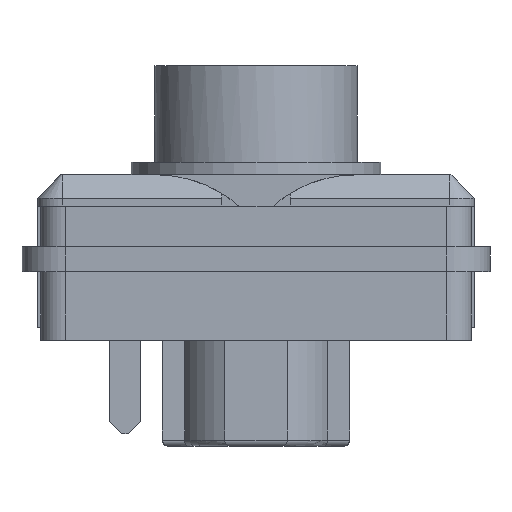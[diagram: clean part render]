
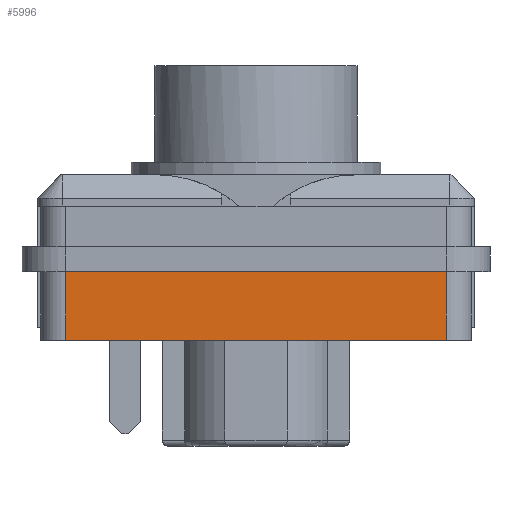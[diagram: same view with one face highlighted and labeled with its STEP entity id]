
A CAD part, front view. The second image highlights one B-rep face of the part: STEP entity #5996.
In plain terms, the highlighted planar face has unit normal (0, -1, 0).
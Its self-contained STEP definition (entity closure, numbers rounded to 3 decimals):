
#2011 = PLANE('',#2012);
#2012 = AXIS2_PLACEMENT_3D('',#2013,#2014,#2015);
#2013 = CARTESIAN_POINT('',(0.,0.,-4.8));
#2014 = DIRECTION('',(0.,0.,1.));
#2015 = DIRECTION('',(1.,0.,0.));
#2790 = VERTEX_POINT('',#2791);
#2791 = CARTESIAN_POINT('',(6.1,-6.9,-4.8));
#2806 = CYLINDRICAL_SURFACE('',#2807,0.8);
#2807 = AXIS2_PLACEMENT_3D('',#2808,#2809,#2810);
#2808 = CARTESIAN_POINT('',(6.1,-6.1,-0.5));
#2809 = DIRECTION('',(0.,0.,1.));
#2810 = DIRECTION('',(1.,0.,0.));
#2818 = EDGE_CURVE('',#2790,#2819,#2821,.T.);
#2819 = VERTEX_POINT('',#2820);
#2820 = CARTESIAN_POINT('',(-6.1,-6.9,-4.8));
#2821 = SURFACE_CURVE('',#2822,(#2826,#2833),.PCURVE_S1.);
#2822 = LINE('',#2823,#2824);
#2823 = CARTESIAN_POINT('',(6.1,-6.9,-4.8));
#2824 = VECTOR('',#2825,1.);
#2825 = DIRECTION('',(-1.,0.,0.));
#2826 = PCURVE('',#2011,#2827);
#2827 = DEFINITIONAL_REPRESENTATION('',(#2828),#2832);
#2828 = LINE('',#2829,#2830);
#2829 = CARTESIAN_POINT('',(6.1,-6.9));
#2830 = VECTOR('',#2831,1.);
#2831 = DIRECTION('',(-1.,0.));
#2832 = ( GEOMETRIC_REPRESENTATION_CONTEXT(2) 
PARAMETRIC_REPRESENTATION_CONTEXT() REPRESENTATION_CONTEXT('2D SPACE',''
  ) );
#2833 = PCURVE('',#2834,#2839);
#2834 = PLANE('',#2835);
#2835 = AXIS2_PLACEMENT_3D('',#2836,#2837,#2838);
#2836 = CARTESIAN_POINT('',(6.1,-6.9,-0.5));
#2837 = DIRECTION('',(0.,1.,0.));
#2838 = DIRECTION('',(-1.,0.,0.));
#2839 = DEFINITIONAL_REPRESENTATION('',(#2840),#2844);
#2840 = LINE('',#2841,#2842);
#2841 = CARTESIAN_POINT('',(0.,-4.3));
#2842 = VECTOR('',#2843,1.);
#2843 = DIRECTION('',(1.,0.));
#2844 = ( GEOMETRIC_REPRESENTATION_CONTEXT(2) 
PARAMETRIC_REPRESENTATION_CONTEXT() REPRESENTATION_CONTEXT('2D SPACE',''
  ) );
#2861 = CYLINDRICAL_SURFACE('',#2862,0.8);
#2862 = AXIS2_PLACEMENT_3D('',#2863,#2864,#2865);
#2863 = CARTESIAN_POINT('',(-6.1,-6.1,-0.5));
#2864 = DIRECTION('',(0.,0.,1.));
#2865 = DIRECTION('',(1.,0.,0.));
#5370 = PLANE('',#5371);
#5371 = AXIS2_PLACEMENT_3D('',#5372,#5373,#5374);
#5372 = CARTESIAN_POINT('',(0.,0.,-2.6));
#5373 = DIRECTION('',(0.,0.,1.));
#5374 = DIRECTION('',(1.,0.,0.));
#5951 = VERTEX_POINT('',#5952);
#5952 = CARTESIAN_POINT('',(6.1,-6.9,-2.6));
#5974 = EDGE_CURVE('',#5951,#2790,#5975,.T.);
#5975 = SURFACE_CURVE('',#5976,(#5980,#5987),.PCURVE_S1.);
#5976 = LINE('',#5977,#5978);
#5977 = CARTESIAN_POINT('',(6.1,-6.9,-0.5));
#5978 = VECTOR('',#5979,1.);
#5979 = DIRECTION('',(-0.,-0.,-1.));
#5980 = PCURVE('',#2806,#5981);
#5981 = DEFINITIONAL_REPRESENTATION('',(#5982),#5986);
#5982 = LINE('',#5983,#5984);
#5983 = CARTESIAN_POINT('',(4.712,0.));
#5984 = VECTOR('',#5985,1.);
#5985 = DIRECTION('',(0.,-1.));
#5986 = ( GEOMETRIC_REPRESENTATION_CONTEXT(2) 
PARAMETRIC_REPRESENTATION_CONTEXT() REPRESENTATION_CONTEXT('2D SPACE',''
  ) );
#5987 = PCURVE('',#2834,#5988);
#5988 = DEFINITIONAL_REPRESENTATION('',(#5989),#5993);
#5989 = LINE('',#5990,#5991);
#5990 = CARTESIAN_POINT('',(0.,0.));
#5991 = VECTOR('',#5992,1.);
#5992 = DIRECTION('',(0.,-1.));
#5993 = ( GEOMETRIC_REPRESENTATION_CONTEXT(2) 
PARAMETRIC_REPRESENTATION_CONTEXT() REPRESENTATION_CONTEXT('2D SPACE',''
  ) );
#5996 = ADVANCED_FACE('',(#5997),#2834,.F.);
#5997 = FACE_BOUND('',#5998,.F.);
#5998 = EDGE_LOOP('',(#5999,#6022,#6023,#6024));
#5999 = ORIENTED_EDGE('',*,*,#6000,.T.);
#6000 = EDGE_CURVE('',#6001,#5951,#6003,.T.);
#6001 = VERTEX_POINT('',#6002);
#6002 = CARTESIAN_POINT('',(-6.1,-6.9,-2.6));
#6003 = SURFACE_CURVE('',#6004,(#6008,#6015),.PCURVE_S1.);
#6004 = LINE('',#6005,#6006);
#6005 = CARTESIAN_POINT('',(3.05,-6.9,-2.6));
#6006 = VECTOR('',#6007,1.);
#6007 = DIRECTION('',(1.,0.,0.));
#6008 = PCURVE('',#2834,#6009);
#6009 = DEFINITIONAL_REPRESENTATION('',(#6010),#6014);
#6010 = LINE('',#6011,#6012);
#6011 = CARTESIAN_POINT('',(3.05,-2.1));
#6012 = VECTOR('',#6013,1.);
#6013 = DIRECTION('',(-1.,0.));
#6014 = ( GEOMETRIC_REPRESENTATION_CONTEXT(2) 
PARAMETRIC_REPRESENTATION_CONTEXT() REPRESENTATION_CONTEXT('2D SPACE',''
  ) );
#6015 = PCURVE('',#5370,#6016);
#6016 = DEFINITIONAL_REPRESENTATION('',(#6017),#6021);
#6017 = LINE('',#6018,#6019);
#6018 = CARTESIAN_POINT('',(3.05,-6.9));
#6019 = VECTOR('',#6020,1.);
#6020 = DIRECTION('',(1.,0.));
#6021 = ( GEOMETRIC_REPRESENTATION_CONTEXT(2) 
PARAMETRIC_REPRESENTATION_CONTEXT() REPRESENTATION_CONTEXT('2D SPACE',''
  ) );
#6022 = ORIENTED_EDGE('',*,*,#5974,.T.);
#6023 = ORIENTED_EDGE('',*,*,#2818,.T.);
#6024 = ORIENTED_EDGE('',*,*,#6025,.F.);
#6025 = EDGE_CURVE('',#6001,#2819,#6026,.T.);
#6026 = SURFACE_CURVE('',#6027,(#6031,#6038),.PCURVE_S1.);
#6027 = LINE('',#6028,#6029);
#6028 = CARTESIAN_POINT('',(-6.1,-6.9,-0.5));
#6029 = VECTOR('',#6030,1.);
#6030 = DIRECTION('',(-0.,-0.,-1.));
#6031 = PCURVE('',#2834,#6032);
#6032 = DEFINITIONAL_REPRESENTATION('',(#6033),#6037);
#6033 = LINE('',#6034,#6035);
#6034 = CARTESIAN_POINT('',(12.2,0.));
#6035 = VECTOR('',#6036,1.);
#6036 = DIRECTION('',(0.,-1.));
#6037 = ( GEOMETRIC_REPRESENTATION_CONTEXT(2) 
PARAMETRIC_REPRESENTATION_CONTEXT() REPRESENTATION_CONTEXT('2D SPACE',''
  ) );
#6038 = PCURVE('',#2861,#6039);
#6039 = DEFINITIONAL_REPRESENTATION('',(#6040),#6044);
#6040 = LINE('',#6041,#6042);
#6041 = CARTESIAN_POINT('',(4.712,0.));
#6042 = VECTOR('',#6043,1.);
#6043 = DIRECTION('',(0.,-1.));
#6044 = ( GEOMETRIC_REPRESENTATION_CONTEXT(2) 
PARAMETRIC_REPRESENTATION_CONTEXT() REPRESENTATION_CONTEXT('2D SPACE',''
  ) );
